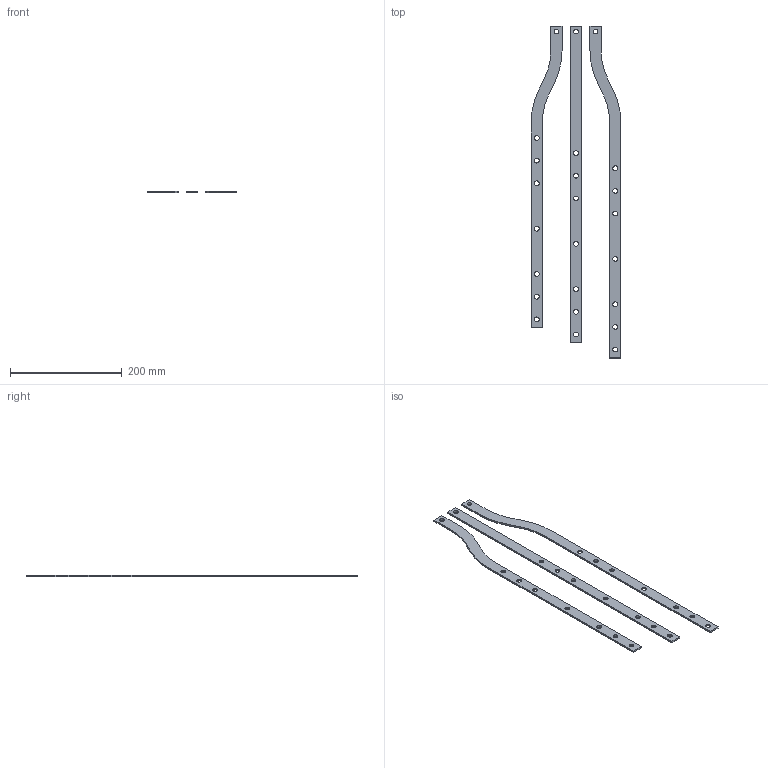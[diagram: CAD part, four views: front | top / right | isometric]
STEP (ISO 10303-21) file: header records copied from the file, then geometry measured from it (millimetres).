
FILE_DESCRIPTION (( 'STEP AP214' ), '1' );
FILE_NAME ('YKM10-SS-03 Êîìïëåêò ñèëîâûõ øèí (ìåäü, ãàá.3) ê ÏÐ.STEP', '2016-08-31T06:57:24', ( '' ), ( '' ), 'SwSTEP 2.0', 'SolidWorks 2014', '' );
FILE_SCHEMA (( 'AUTOMOTIVE_DESIGN' ));
Length unit declared in the file: millimetre
Products named in the file (1): YKM10-SS-03 Êîìïëåêò ñèëîâûõ øèí (ìåäü, ãàá.3) ê ÏÐ
Bounding box: 160 x 593 x 3 mm (x, y, z)
Volume: 98536.6 mm3; surface area: 78236 mm2
Topology: 3 solids, 3 shells, 82 faces, 228 edges, 152 vertices
Faces by surface type: cylinder 56, plane 26
Entity records: 2832 total; most frequent: DIRECTION 506, CARTESIAN_POINT 463, ORIENTED_EDGE 456, EDGE_CURVE 228, AXIS2_PLACEMENT_3D 195, VERTEX_POINT 152, EDGE_LOOP 130, VECTOR 116
